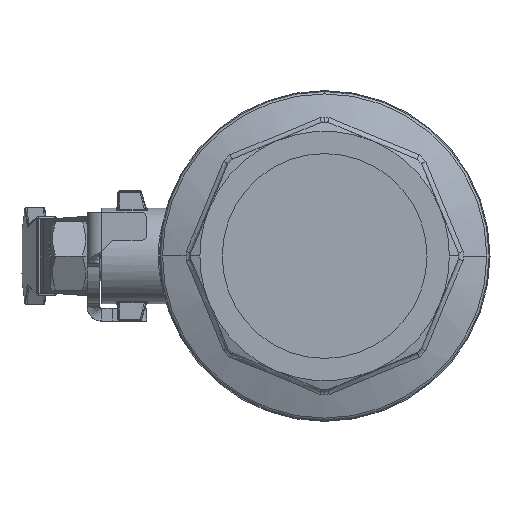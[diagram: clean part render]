
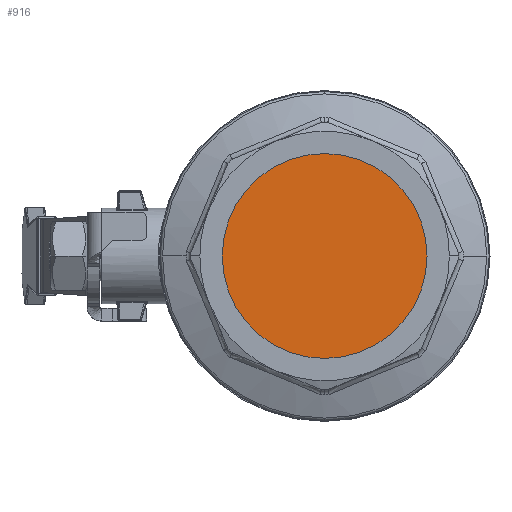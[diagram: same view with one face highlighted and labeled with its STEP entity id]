
A CAD part, left-side view. The second image highlights one B-rep face of the part: STEP entity #916.
In plain terms, the highlighted planar face has unit normal (-1, 0, 0).
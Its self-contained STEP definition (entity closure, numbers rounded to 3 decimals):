
#916=ADVANCED_FACE('',(#2458),#2459,.F.);
#2458=FACE_OUTER_BOUND('',#4666,.T.);
#2459=PLANE('',#4667);
#4666=EDGE_LOOP('',(#10564,#10565));
#4667=AXIS2_PLACEMENT_3D('',#10566,#10567,#10568);
#10564=ORIENTED_EDGE('',*,*,#16288,.F.);
#10565=ORIENTED_EDGE('',*,*,#16302,.F.);
#10566=CARTESIAN_POINT('',(-38.0,0.0,0.));
#10567=DIRECTION('',(1.0,0.0,0.));
#10568=DIRECTION('',(0.,0.0,-1.0));
#16288=EDGE_CURVE('',#19223,#19226,#19227,.T.);
#16302=EDGE_CURVE('',#19226,#19223,#19246,.T.);
#19223=VERTEX_POINT('',#23564);
#19226=VERTEX_POINT('',#23568);
#19227=CIRCLE('',#23569,28.33);
#19246=CIRCLE('',#23591,28.33);
#23564=CARTESIAN_POINT('',(-38.0,28.33,0.));
#23568=CARTESIAN_POINT('',(-38.0,-28.33,0.));
#23569=AXIS2_PLACEMENT_3D('',#32029,#32030,#32031);
#23591=AXIS2_PLACEMENT_3D('',#32053,#32054,#32055);
#32029=CARTESIAN_POINT('',(-38.0,0.0,0.));
#32030=DIRECTION('',(1.0,0.0,0.));
#32031=DIRECTION('',(0.,0.0,-1.0));
#32053=CARTESIAN_POINT('',(-38.0,0.0,0.));
#32054=DIRECTION('',(1.0,0.0,0.));
#32055=DIRECTION('',(0.,0.0,-1.0));
